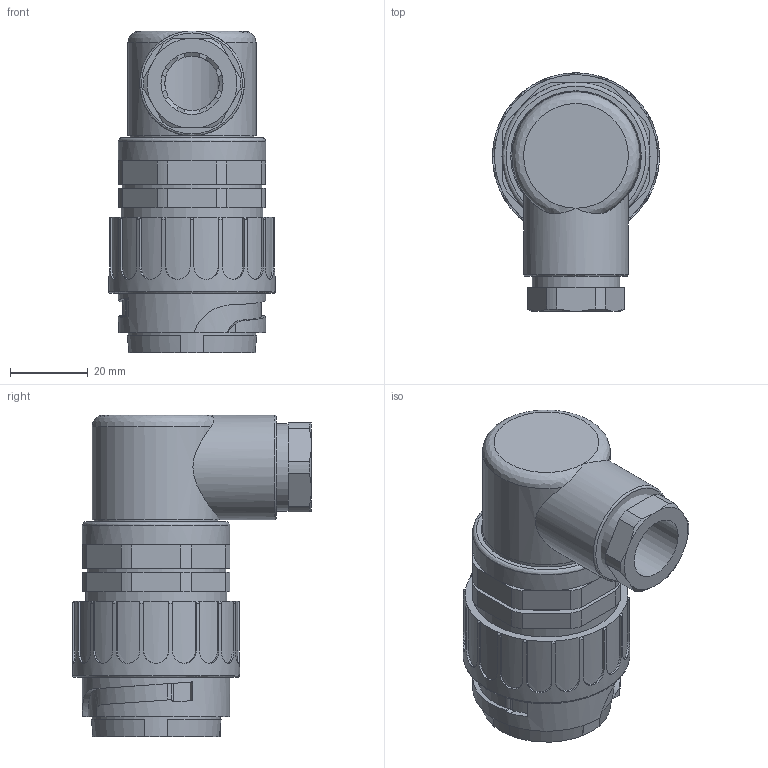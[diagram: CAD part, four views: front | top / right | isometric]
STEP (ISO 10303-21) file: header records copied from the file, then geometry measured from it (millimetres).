
FILE_DESCRIPTION(/* description */ (''),/* implementation_level */ '2;1');
FILE_NAME(/* name */ 'C016_10K012_004_2.stp',/* time_stamp */ '2014-04-22T14:11:42+02:00',/* author */ (''),/* organization */ (''),/* preprocessor_version */ 'ST-DEVELOPER v11',/* originating_system */ 'SIEMENS PLM Software NX 7.5',/* authorisation */ '');
FILE_SCHEMA (('CONFIG_CONTROL_DESIGN'));
Length unit declared in the file: millimetre
Products named in the file (12): ORG 29x1,5_01; ORG 26x1,5_01; N 06 109 0002 4_04; N 16 109 0002 4_03; N 16 109 0001 4_04; C016 G04 04X E2_06; C016 G02 04X E2_08; C016 G12 041 E2_02; C016 G11 041 E2_02; C016 G10 041 E2_01; C016 E11 041 E2_3D-Modell_02; C016 10K012 004 2_01
Assembly tree (11 placements, depth 2):
  C016 10K012 004 2_01
    C016 E11 041 E2_3D-Modell_02
    C016 G10 041 E2_01
    C016 G11 041 E2_02
    C016 G12 041 E2_02
    C016 G02 04X E2_08
    C016 G04 04X E2_06
    N 16 109 0001 4_04
    N 16 109 0002 4_03
    N 06 109 0002 4_04
    ORG 26x1,5_01
    ORG 29x1,5_01
Bounding box: 43 x 61.5 x 83 mm (x, y, z)
Volume: 62384.1 mm3; surface area: 52992.9 mm2
Topology: 11 solids, 11 shells, 893 faces, 2311 edges, 1485 vertices
Faces by surface type: plane 502, cylinder 283, cone 82, bspline 24, torus 2
Full cylindrical faces by diameter (mm): 1.575 x2, 1.95 x2, 2.6 x9, 3.3 x9, 3.7 x9, 4 x9, 4.9 x5, 14 x1, 15.5 x1, 16 x1, 18.5 x2, 20.9 x1, 21.2 x1, 22.5 x1, 24 x1, 25 x1, 27 x2, 27.1 x1, 29.1 x1, 30 x1, 30.2 x1, 30.5 x1, 31 x1, 31.8 x1, 32 x2, 33 x3, 33.2 x1, 34 x1, 34.5 x1, 36 x1
Entity records: 29357 total; most frequent: CARTESIAN_POINT 6834, ORIENTED_EDGE 4386, DIRECTION 4345, EDGE_CURVE 2193, AXIS2_PLACEMENT_3D 1620, VERTEX_POINT 1482, LINE 1105, VECTOR 1105
